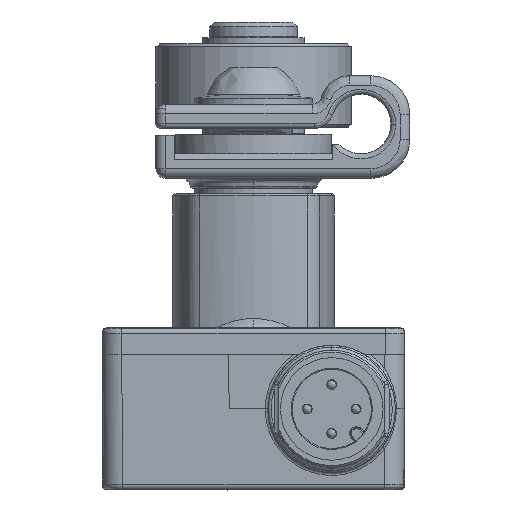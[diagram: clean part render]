
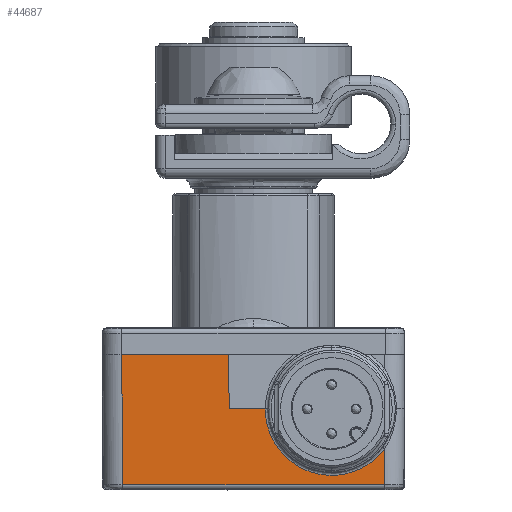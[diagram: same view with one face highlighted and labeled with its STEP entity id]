
A CAD part, front view. The second image highlights one B-rep face of the part: STEP entity #44687.
In plain terms, the highlighted planar face has unit normal (0, -1, -0.009).
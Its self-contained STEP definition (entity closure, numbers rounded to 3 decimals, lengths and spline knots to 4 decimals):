
#1470 = CARTESIAN_POINT ( 'NONE',  ( 1.0433, -1.7117, -0.189 ) ) ;
#1579 = FACE_OUTER_BOUND ( 'NONE', #28496, .T. ) ;
#1666 = CARTESIAN_POINT ( 'NONE',  ( 0.6115, -1.7097, -0.4208 ) ) ;
#2231 = CARTESIAN_POINT ( 'NONE',  ( 0.7166, -1.7093, -0.4562 ) ) ;
#2451 = VERTEX_POINT ( 'NONE', #25460 ) ;
#3221 = VERTEX_POINT ( 'NONE', #19482 ) ;
#4556 = CARTESIAN_POINT ( 'NONE',  ( -0.0937, -1.7088, -0.5176 ) ) ;
#5550 = CARTESIAN_POINT ( 'NONE',  ( 0.3346, -1.7117, -0.189 ) ) ;
#5944 = CARTESIAN_POINT ( 'NONE',  ( 0.8536, -1.7095, -0.4365 ) ) ;
#5951 = VECTOR ( 'NONE', #8845, 39.3701 ) ;
#6710 = PLANE ( 'NONE',  #22746 ) ;
#6802 = CARTESIAN_POINT ( 'NONE',  ( 0.4846, -1.7112, -0.2442 ) ) ;
#8845 = DIRECTION ( 'NONE',  ( -0.009, -0.009, 1. ) ) ;
#9181 = DIRECTION ( 'NONE',  ( -1., 0., 0. ) ) ;
#10220 = CARTESIAN_POINT ( 'NONE',  ( 0.8, -1.7094, -0.453 ) ) ;
#10526 = CARTESIAN_POINT ( 'NONE',  ( 0.5142, -1.7105, -0.3222 ) ) ;
#10857 = CARTESIAN_POINT ( 'NONE',  ( 0.3346, -1.7117, -0.189 ) ) ;
#11222 = ORIENTED_EDGE ( 'NONE', *, *, #29886, .T. ) ;
#11349 = CARTESIAN_POINT ( 'NONE',  ( 0.9613, -1.7103, -0.3508 ) ) ;
#11972 = DIRECTION ( 'NONE',  ( -0.009, -0.009, 1. ) ) ;
#12892 = VERTEX_POINT ( 'NONE', #36480 ) ;
#12914 = EDGE_CURVE ( 'NONE', #12892, #3221, #14459, .T. ) ;
#13128 = LINE ( 'NONE', #4556, #5951 ) ;
#14459 = B_SPLINE_CURVE_WITH_KNOTS ( 'NONE', 3,
 ( #24255, #49948, #37350, #45928, #5944, #10220, #53928, #2231, #37069, #32203, #1666, #27654, #41941, #10526, #54519, #6802, #27962, #19096 ),
 .UNSPECIFIED., .F., .F.,
 ( 4, 2, 2, 2, 2, 2, 2, 2, 4 ),
 ( 0., 0.125, 0.25, 0.375, 0.5, 0.625, 0.75, 0.875, 1. ),
 .UNSPECIFIED. ) ;
#14789 = CARTESIAN_POINT ( 'NONE',  ( 0.96, -1.709, -0.4943 ) ) ;
#16585 = VECTOR ( 'NONE', #16650, 39.3701 ) ;
#16650 = DIRECTION ( 'NONE',  ( 1., 0., 0. ) ) ;
#17189 = CARTESIAN_POINT ( 'NONE',  ( 0.3327, -1.7136, 0.0295 ) ) ;
#17838 = VECTOR ( 'NONE', #11972, 39.3701 ) ;
#19096 = CARTESIAN_POINT ( 'NONE',  ( 0.4803, -1.7117, -0.189 ) ) ;
#19482 = CARTESIAN_POINT ( 'NONE',  ( 0.4803, -1.7117, -0.189 ) ) ;
#19739 = DIRECTION ( 'NONE',  ( 1., 0., 0. ) ) ;
#19798 = EDGE_CURVE ( 'NONE', #3221, #48242, #49449, .T. ) ;
#20274 = LINE ( 'NONE', #10857, #17838 ) ;
#20800 = ORIENTED_EDGE ( 'NONE', *, *, #42745, .F. ) ;
#22746 = AXIS2_PLACEMENT_3D ( 'NONE', #49862, #36983, #24464 ) ;
#23640 = EDGE_CURVE ( 'NONE', #48242, #34607, #20274, .T. ) ;
#24255 = CARTESIAN_POINT ( 'NONE',  ( 0.9613, -1.7103, -0.3508 ) ) ;
#24464 = DIRECTION ( 'NONE',  ( 0., 0.009, -1. ) ) ;
#25460 = CARTESIAN_POINT ( 'NONE',  ( -0.0939, -1.709, -0.4943 ) ) ;
#26827 = VECTOR ( 'NONE', #46473, 39.3701 ) ;
#27654 = CARTESIAN_POINT ( 'NONE',  ( 0.5664, -1.7099, -0.3876 ) ) ;
#27962 = CARTESIAN_POINT ( 'NONE',  ( 0.4803, -1.7114, -0.2169 ) ) ;
#28496 = EDGE_LOOP ( 'NONE', ( #11222, #52788, #53297, #52599, #47467, #20800, #49168 ) ) ;
#28992 = CARTESIAN_POINT ( 'NONE',  ( -0.0984, -1.7136, 0.0295 ) ) ;
#29882 = VECTOR ( 'NONE', #19739, 39.3701 ) ;
#29886 = EDGE_CURVE ( 'NONE', #2451, #53701, #54923, .T. ) ;
#31717 = CARTESIAN_POINT ( 'NONE',  ( 1.1098, -1.7136, 0.0295 ) ) ;
#32203 = CARTESIAN_POINT ( 'NONE',  ( 0.6361, -1.7095, -0.4337 ) ) ;
#32595 = VECTOR ( 'NONE', #9181, 39.3701 ) ;
#34607 = VERTEX_POINT ( 'NONE', #17189 ) ;
#35038 = EDGE_CURVE ( 'NONE', #53701, #12892, #46195, .T. ) ;
#36480 = CARTESIAN_POINT ( 'NONE',  ( 0.9613, -1.7103, -0.3508 ) ) ;
#36658 = EDGE_CURVE ( 'NONE', #2451, #49305, #13128, .T. ) ;
#36983 = DIRECTION ( 'NONE',  ( 0., -1., -0.009 ) ) ;
#37069 = CARTESIAN_POINT ( 'NONE',  ( 0.6892, -1.7094, -0.4515 ) ) ;
#37350 = CARTESIAN_POINT ( 'NONE',  ( 0.9244, -1.7099, -0.3922 ) ) ;
#41941 = CARTESIAN_POINT ( 'NONE',  ( 0.547, -1.7101, -0.3678 ) ) ;
#42745 = EDGE_CURVE ( 'NONE', #49305, #34607, #49415, .T. ) ;
#44687 = ADVANCED_FACE ( 'NONE', ( #1579 ), #6710, .T. ) ;
#45928 = CARTESIAN_POINT ( 'NONE',  ( 0.8786, -1.7096, -0.4243 ) ) ;
#46079 = CARTESIAN_POINT ( 'NONE',  ( 1.0433, -1.709, -0.4943 ) ) ;
#46195 = LINE ( 'NONE', #11349, #26827 ) ;
#46473 = DIRECTION ( 'NONE',  ( 0.009, -0.009, 1. ) ) ;
#47467 = ORIENTED_EDGE ( 'NONE', *, *, #23640, .T. ) ;
#48242 = VERTEX_POINT ( 'NONE', #5550 ) ;
#49168 = ORIENTED_EDGE ( 'NONE', *, *, #36658, .F. ) ;
#49305 = VERTEX_POINT ( 'NONE', #28992 ) ;
#49415 = LINE ( 'NONE', #31717, #29882 ) ;
#49449 = LINE ( 'NONE', #1470, #32595 ) ;
#49862 = CARTESIAN_POINT ( 'NONE',  ( 1.0433, -1.7136, 0.0295 ) ) ;
#49948 = CARTESIAN_POINT ( 'NONE',  ( 0.9444, -1.7101, -0.373 ) ) ;
#52599 = ORIENTED_EDGE ( 'NONE', *, *, #19798, .T. ) ;
#52788 = ORIENTED_EDGE ( 'NONE', *, *, #35038, .T. ) ;
#53297 = ORIENTED_EDGE ( 'NONE', *, *, #12914, .T. ) ;
#53701 = VERTEX_POINT ( 'NONE', #14789 ) ;
#53928 = CARTESIAN_POINT ( 'NONE',  ( 0.7726, -1.7093, -0.4569 ) ) ;
#54519 = CARTESIAN_POINT ( 'NONE',  ( 0.5017, -1.7107, -0.2975 ) ) ;
#54923 = LINE ( 'NONE', #46079, #16585 ) ;
